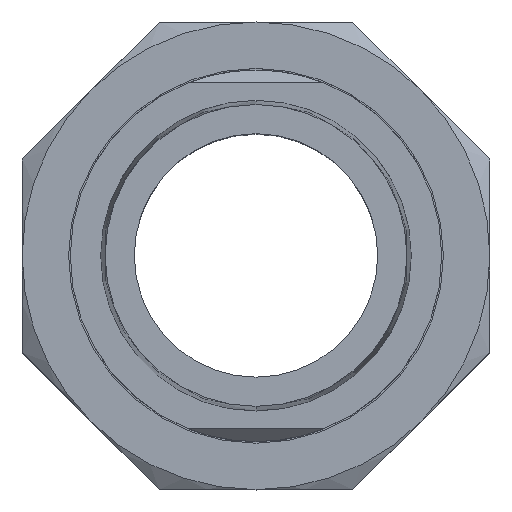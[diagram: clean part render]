
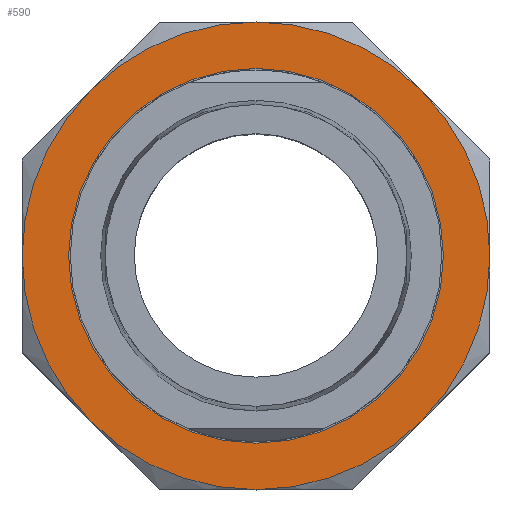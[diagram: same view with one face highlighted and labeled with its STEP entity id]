
A CAD part, top view. The second image highlights one B-rep face of the part: STEP entity #590.
In plain terms, the highlighted planar face has unit normal (0, 0, 1).
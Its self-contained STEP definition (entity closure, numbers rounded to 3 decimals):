
#46 = ORIENTED_EDGE ( 'NONE', *, *, #382, .T. ) ;
#382 = EDGE_CURVE ( 'NONE', #383, #403, #1388, .T. ) ;
#383 = VERTEX_POINT ( 'NONE', #1284 ) ;
#403 = VERTEX_POINT ( 'NONE', #1463 ) ;
#406 = VERTEX_POINT ( 'NONE', #1454 ) ;
#408 = EDGE_CURVE ( 'NONE', #403, #406, #1493, .T. ) ;
#418 = EDGE_CURVE ( 'NONE', #406, #493, #1460, .T. ) ;
#482 = EDGE_CURVE ( 'NONE', #483, #527, #1648, .T. ) ;
#483 = VERTEX_POINT ( 'NONE', #1643 ) ;
#492 = EDGE_CURVE ( 'NONE', #493, #483, #1538, .T. ) ;
#493 = VERTEX_POINT ( 'NONE', #1539 ) ;
#516 = EDGE_CURVE ( 'NONE', #517, #641, #1587, .T. ) ;
#517 = VERTEX_POINT ( 'NONE', #1576 ) ;
#526 = EDGE_CURVE ( 'NONE', #527, #517, #1813, .T. ) ;
#527 = VERTEX_POINT ( 'NONE', #1719 ) ;
#556 = VERTEX_POINT ( 'NONE', #1779 ) ;
#558 = EDGE_CURVE ( 'NONE', #556, #559, #1778, .T. ) ;
#559 = VERTEX_POINT ( 'NONE', #1710 ) ;
#589 = EDGE_CURVE ( 'NONE', #559, #556, #1729, .T. ) ;
#590 = ADVANCED_FACE ( 'NONE', ( #1724, #1723 ), #1722, .F. ) ;
#591 = EDGE_LOOP ( 'NONE', ( #592, #593 ) ) ;
#592 = ORIENTED_EDGE ( 'NONE', *, *, #589, .F. ) ;
#593 = ORIENTED_EDGE ( 'NONE', *, *, #558, .F. ) ;
#594 = EDGE_LOOP ( 'NONE', ( #595, #596, #46, #689, #712, #713, #654, #655 ) ) ;
#595 = ORIENTED_EDGE ( 'NONE', *, *, #516, .T. ) ;
#596 = ORIENTED_EDGE ( 'NONE', *, *, #640, .T. ) ;
#640 = EDGE_CURVE ( 'NONE', #641, #383, #1931, .T. ) ;
#641 = VERTEX_POINT ( 'NONE', #1923 ) ;
#654 = ORIENTED_EDGE ( 'NONE', *, *, #482, .T. ) ;
#655 = ORIENTED_EDGE ( 'NONE', *, *, #526, .T. ) ;
#689 = ORIENTED_EDGE ( 'NONE', *, *, #408, .T. ) ;
#712 = ORIENTED_EDGE ( 'NONE', *, *, #418, .T. ) ;
#713 = ORIENTED_EDGE ( 'NONE', *, *, #492, .T. ) ;
#1284 = CARTESIAN_POINT ( 'NONE',  ( 0., 36.5, 15. ) ) ;
#1285 = DIRECTION ( 'NONE',  ( 1., 0., 0. ) ) ;
#1377 = DIRECTION ( 'NONE',  ( 0., 0., 1. ) ) ;
#1378 = CARTESIAN_POINT ( 'NONE',  ( 0., 0., 15. ) ) ;
#1379 = AXIS2_PLACEMENT_3D ( 'NONE', #1378, #1377, #1285 ) ;
#1388 = CIRCLE ( 'NONE', #1379, 36.5 ) ;
#1454 = CARTESIAN_POINT ( 'NONE',  ( -36.5, 0., 15. ) ) ;
#1456 = DIRECTION ( 'NONE',  ( 1., 0., 0. ) ) ;
#1457 = DIRECTION ( 'NONE',  ( 0., 0., 1. ) ) ;
#1458 = CARTESIAN_POINT ( 'NONE',  ( 0., 0., 15. ) ) ;
#1459 = AXIS2_PLACEMENT_3D ( 'NONE', #1458, #1457, #1456 ) ;
#1460 = CIRCLE ( 'NONE', #1473, 36.5 ) ;
#1463 = CARTESIAN_POINT ( 'NONE',  ( -25.809, 25.809, 15. ) ) ;
#1471 = DIRECTION ( 'NONE',  ( 0., 0., 1. ) ) ;
#1472 = CARTESIAN_POINT ( 'NONE',  ( 0., 0., 15. ) ) ;
#1473 = AXIS2_PLACEMENT_3D ( 'NONE', #1472, #1471, #1503 ) ;
#1493 = CIRCLE ( 'NONE', #1459, 36.5 ) ;
#1503 = DIRECTION ( 'NONE',  ( 1., 0., 0. ) ) ;
#1527 = DIRECTION ( 'NONE',  ( 1., 0., 0. ) ) ;
#1528 = DIRECTION ( 'NONE',  ( 0., 0., 1. ) ) ;
#1529 = AXIS2_PLACEMENT_3D ( 'NONE', #1540, #1528, #1527 ) ;
#1538 = CIRCLE ( 'NONE', #1529, 36.5 ) ;
#1539 = CARTESIAN_POINT ( 'NONE',  ( -25.809, -25.809, 15. ) ) ;
#1540 = CARTESIAN_POINT ( 'NONE',  ( 0., 0., 15. ) ) ;
#1576 = CARTESIAN_POINT ( 'NONE',  ( 36.5, 0., 15. ) ) ;
#1577 = DIRECTION ( 'NONE',  ( 1., 0., 0. ) ) ;
#1578 = DIRECTION ( 'NONE',  ( 0., 0., 1. ) ) ;
#1579 = CARTESIAN_POINT ( 'NONE',  ( 0., 0., 15. ) ) ;
#1580 = AXIS2_PLACEMENT_3D ( 'NONE', #1579, #1578, #1577 ) ;
#1587 = CIRCLE ( 'NONE', #1580, 36.5 ) ;
#1643 = CARTESIAN_POINT ( 'NONE',  ( 0., -36.5, 15. ) ) ;
#1644 = DIRECTION ( 'NONE',  ( 1., 0., 0. ) ) ;
#1645 = DIRECTION ( 'NONE',  ( 0., 0., 1. ) ) ;
#1646 = CARTESIAN_POINT ( 'NONE',  ( 0., 0., 15. ) ) ;
#1647 = AXIS2_PLACEMENT_3D ( 'NONE', #1646, #1645, #1644 ) ;
#1648 = CIRCLE ( 'NONE', #1647, 36.5 ) ;
#1710 = CARTESIAN_POINT ( 'NONE',  ( 29.25, 0., 15. ) ) ;
#1711 = DIRECTION ( 'NONE',  ( 1., 0., 0. ) ) ;
#1713 = DIRECTION ( 'NONE',  ( 1., 0., 0. ) ) ;
#1714 = DIRECTION ( 'NONE',  ( 0., 0., 1. ) ) ;
#1715 = CARTESIAN_POINT ( 'NONE',  ( 0., 0., 15. ) ) ;
#1718 = AXIS2_PLACEMENT_3D ( 'NONE', #1715, #1714, #1713 ) ;
#1719 = CARTESIAN_POINT ( 'NONE',  ( 25.809, -25.809, 15. ) ) ;
#1720 = AXIS2_PLACEMENT_3D ( 'NONE', #1721, #1774, #1773 ) ;
#1721 = CARTESIAN_POINT ( 'NONE',  ( 0., 36.5, 15. ) ) ;
#1722 = PLANE ( 'NONE',  #1720 ) ;
#1723 = FACE_OUTER_BOUND ( 'NONE', #594, .T. ) ;
#1724 = FACE_BOUND ( 'NONE', #591, .T. ) ;
#1725 = DIRECTION ( 'NONE',  ( 1., 0., 0. ) ) ;
#1726 = DIRECTION ( 'NONE',  ( 0., 0., 1. ) ) ;
#1727 = CARTESIAN_POINT ( 'NONE',  ( 0., 0., 15. ) ) ;
#1728 = AXIS2_PLACEMENT_3D ( 'NONE', #1727, #1726, #1725 ) ;
#1729 = CIRCLE ( 'NONE', #1728, 29.25 ) ;
#1773 = DIRECTION ( 'NONE',  ( -1., 0., 0. ) ) ;
#1774 = DIRECTION ( 'NONE',  ( 0., 0., -1. ) ) ;
#1775 = DIRECTION ( 'NONE',  ( 0., 0., 1. ) ) ;
#1776 = CARTESIAN_POINT ( 'NONE',  ( 0., 0., 15. ) ) ;
#1777 = AXIS2_PLACEMENT_3D ( 'NONE', #1776, #1775, #1711 ) ;
#1778 = CIRCLE ( 'NONE', #1777, 29.25 ) ;
#1779 = CARTESIAN_POINT ( 'NONE',  ( -29.25, 0., 15. ) ) ;
#1813 = CIRCLE ( 'NONE', #1718, 36.5 ) ;
#1920 = DIRECTION ( 'NONE',  ( 1., 0., 0. ) ) ;
#1921 = DIRECTION ( 'NONE',  ( 0., 0., 1. ) ) ;
#1922 = AXIS2_PLACEMENT_3D ( 'NONE', #1974, #1921, #1920 ) ;
#1923 = CARTESIAN_POINT ( 'NONE',  ( 25.809, 25.809, 15. ) ) ;
#1931 = CIRCLE ( 'NONE', #1922, 36.5 ) ;
#1974 = CARTESIAN_POINT ( 'NONE',  ( 0., 0., 15. ) ) ;
